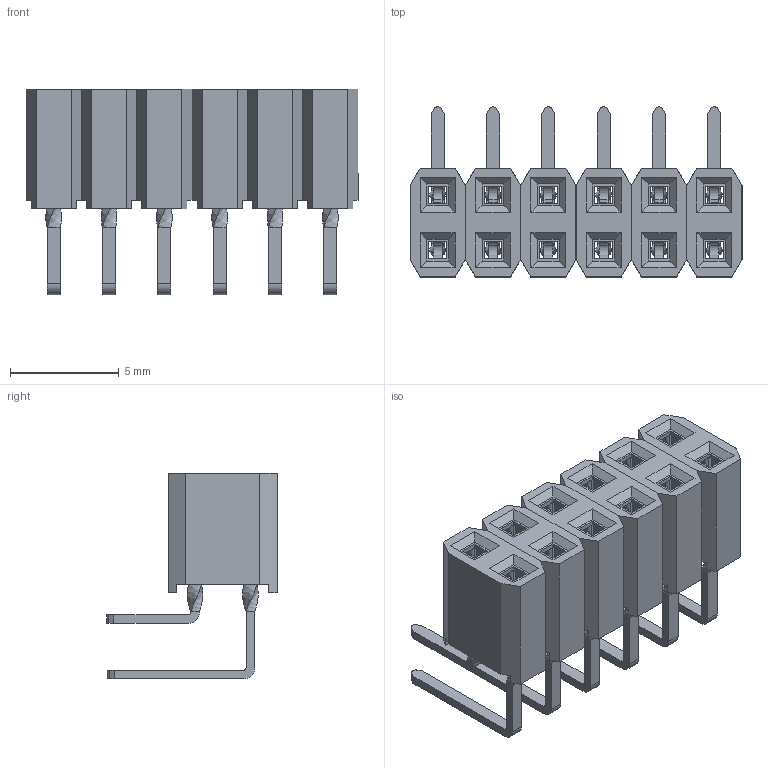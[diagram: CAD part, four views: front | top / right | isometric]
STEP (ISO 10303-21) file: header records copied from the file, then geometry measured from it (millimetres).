
FILE_DESCRIPTION(/* description */ (''),/* implementation_level */ '2;1');
FILE_NAME(/* name */ 'BLLP412S.stp',/* time_stamp */ '2024-04-02T10:21:51+02:00',/* author */ ('t.dahlhaus'),/* organization */ (''),/* preprocessor_version */ 'ST-DEVELOPER v20',/* originating_system */ 'Autodesk Inventor 2024',/* authorisation */ '');
FILE_SCHEMA (('AUTOMOTIVE_DESIGN { 1 0 10303 214 3 1 1 }'));
Length unit declared in the file: millimetre
Products named in the file (9): _BLLP4STEP; BLLP4; 001028695; 1041044_IAM_000; 1041030_IPT_000; 1041043_IPT_000; 1041047_IAM_000; 1041045_IPT_000; 1041046_IPT_000
Assembly tree (23 placements, depth 4):
  _BLLP4STEP
    BLLP4
      001028695  x6
      1041044_IAM_000  x6
        1041030_IPT_000
        1041043_IPT_000
      1041047_IAM_000  x6
        1041045_IPT_000
        1041046_IPT_000
Bounding box: 15.24 x 7.82 x 9.44 mm (x, y, z)
Volume: 339.3 mm3; surface area: 1233.2 mm2
Topology: 30 solids, 30 shells, 1056 faces, 2892 edges, 1896 vertices
Faces by surface type: plane 780, cylinder 228, bspline 48
Entity records: 6195 total; most frequent: CARTESIAN_POINT 1207, ORIENTED_EDGE 964, DIRECTION 960, EDGE_CURVE 482, LINE 390, VECTOR 390, VERTEX_POINT 316, AXIS2_PLACEMENT_3D 285
